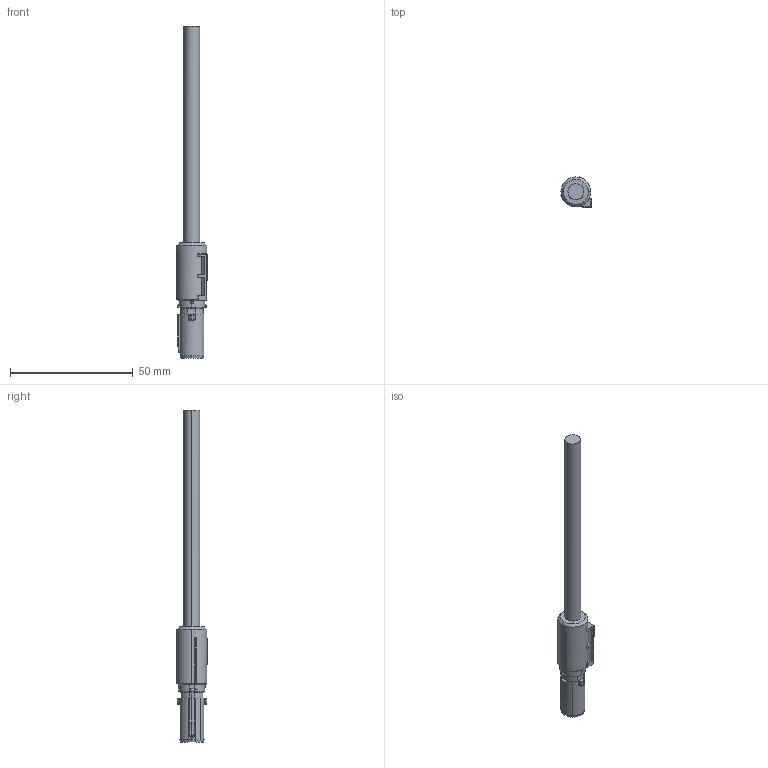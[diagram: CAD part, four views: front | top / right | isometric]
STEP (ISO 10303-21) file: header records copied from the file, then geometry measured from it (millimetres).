
FILE_DESCRIPTION(('CATIA V5 STEP Exchange','CAx-IF Rec.Pracs.--- Model Styling and Organization---1.5--- 2016-08-15','CAx-IF Rec.Pracs.---Supplemental Geometry---1.0---2011-11-01','CAx-IF Rec.Pracs.--- Composite Materials ---1.1---2010-07-15'),'2;1');
FILE_NAME ('D1655649_0', '2025-05-06T05:09:00+00:00', ('none'), ('Weidmueller'), 'CATIA Version 5-6 Release 2022 SP4 HF5', 'CATIA V5 STEP AP214 v3', 'none');
FILE_SCHEMA(('AUTOMOTIVE_DESIGN { 1 0 10303 214 1 1 1 1 }'));
Length unit declared in the file: millimetre
Products named in the file (1): 2003900000
Bounding box: 12.41 x 12.41 x 135.2 mm (x, y, z)
Volume: 7093.6 mm3; surface area: 4141 mm2
Topology: 1 solids, 1 shells, 265 faces, 664 edges, 405 vertices
Faces by surface type: plane 95, cylinder 71, bspline 46, cone 27, torus 22, sphere 4
Entity records: 8554 total; most frequent: CARTESIAN_POINT 2897, ORIENTED_EDGE 1316, DIRECTION 875, EDGE_CURVE 658, VERTEX_POINT 405, AXIS2_PLACEMENT_3D 386, EDGE_LOOP 275, VECTOR 272
